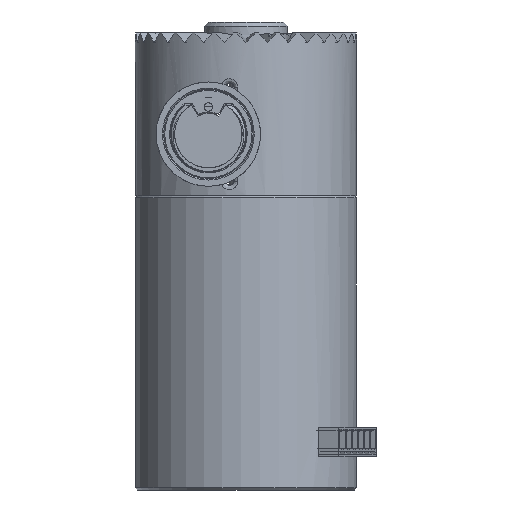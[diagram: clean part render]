
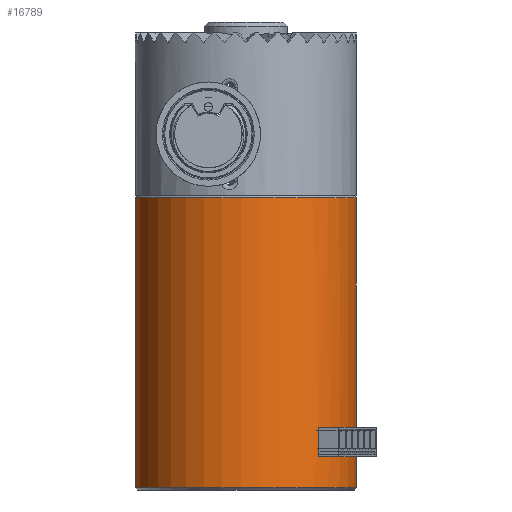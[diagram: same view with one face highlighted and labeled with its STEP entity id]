
A CAD part, front view. The second image highlights one B-rep face of the part: STEP entity #16789.
In plain terms, the highlighted cylindrical face has radius 26.5 mm (diameter 53 mm), a full revolution.
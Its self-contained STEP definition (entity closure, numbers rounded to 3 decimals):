
#277=FACE_BOUND('',#2301,.T.);
#1353=FACE_OUTER_BOUND('',#2300,.T.);
#2300=EDGE_LOOP('',(#13253,#13254,#13255,#13256,#13257,#13258));
#2301=EDGE_LOOP('',(#13259,#13260,#13261,#13262));
#2796=CIRCLE('',#17420,26.5);
#2845=CIRCLE('',#17747,26.5);
#2877=CIRCLE('',#17817,26.5);
#2878=CIRCLE('',#17818,26.5);
#2879=CIRCLE('',#17820,26.5);
#2880=CIRCLE('',#17821,26.5);
#3965=LINE('',#29417,#5254);
#3971=LINE('',#29431,#5260);
#4664=LINE('',#37229,#5953);
#5254=VECTOR('',#19075,10.);
#5260=VECTOR('',#19087,10.);
#5953=VECTOR('',#20576,26.5);
#6771=VERTEX_POINT('',#29415);
#6772=VERTEX_POINT('',#29416);
#6775=VERTEX_POINT('',#29424);
#6777=VERTEX_POINT('',#29430);
#7282=VERTEX_POINT('',#37222);
#7283=VERTEX_POINT('',#37224);
#7284=VERTEX_POINT('',#37228);
#7285=VERTEX_POINT('',#37230);
#8553=EDGE_CURVE('',#6771,#6772,#3965,.T.);
#8557=EDGE_CURVE('',#6775,#6771,#2796,.T.);
#8560=EDGE_CURVE('',#6777,#6775,#3971,.T.);
#9301=EDGE_CURVE('',#6772,#6777,#2845,.T.);
#9409=EDGE_CURVE('',#7282,#7283,#2877,.T.);
#9410=EDGE_CURVE('',#7283,#7282,#2878,.T.);
#9411=EDGE_CURVE('',#7283,#7284,#4664,.T.);
#9412=EDGE_CURVE('',#7285,#7284,#2879,.T.);
#9413=EDGE_CURVE('',#7284,#7285,#2880,.T.);
#13253=ORIENTED_EDGE('',*,*,#9409,.F.);
#13254=ORIENTED_EDGE('',*,*,#9410,.F.);
#13255=ORIENTED_EDGE('',*,*,#9411,.T.);
#13256=ORIENTED_EDGE('',*,*,#9412,.F.);
#13257=ORIENTED_EDGE('',*,*,#9413,.F.);
#13258=ORIENTED_EDGE('',*,*,#9411,.F.);
#13259=ORIENTED_EDGE('',*,*,#8553,.T.);
#13260=ORIENTED_EDGE('',*,*,#9301,.T.);
#13261=ORIENTED_EDGE('',*,*,#8560,.T.);
#13262=ORIENTED_EDGE('',*,*,#8557,.T.);
#15802=CYLINDRICAL_SURFACE('',#17819,26.5);
#16789=ADVANCED_FACE('',(#1353,#277),#15802,.T.);
#17420=AXIS2_PLACEMENT_3D('',#29425,#19081,#19082);
#17747=AXIS2_PLACEMENT_3D('',#30966,#20418,#20419);
#17817=AXIS2_PLACEMENT_3D('',#37225,#20570,#20571);
#17818=AXIS2_PLACEMENT_3D('',#37226,#20572,#20573);
#17819=AXIS2_PLACEMENT_3D('',#37227,#20574,#20575);
#17820=AXIS2_PLACEMENT_3D('',#37231,#20577,#20578);
#17821=AXIS2_PLACEMENT_3D('',#37232,#20579,#20580);
#19075=DIRECTION('',(0.,0.,1.));
#19081=DIRECTION('center_axis',(0.,0.,-1.));
#19082=DIRECTION('ref_axis',(-0.383,-0.924,0.));
#19087=DIRECTION('',(0.,0.,-1.));
#20418=DIRECTION('center_axis',(0.,0.,1.));
#20419=DIRECTION('ref_axis',(-0.383,-0.924,0.));
#20570=DIRECTION('center_axis',(0.,0.,-1.));
#20571=DIRECTION('ref_axis',(0.383,0.924,0.));
#20572=DIRECTION('center_axis',(0.,0.,-1.));
#20573=DIRECTION('ref_axis',(0.383,0.924,0.));
#20574=DIRECTION('center_axis',(0.,0.,-1.));
#20575=DIRECTION('ref_axis',(-0.383,-0.924,0.));
#20576=DIRECTION('',(0.,0.,1.));
#20577=DIRECTION('center_axis',(0.,0.,1.));
#20578=DIRECTION('ref_axis',(0.383,0.924,0.));
#20579=DIRECTION('center_axis',(0.,0.,1.));
#20580=DIRECTION('ref_axis',(0.383,0.924,0.));
#29415=CARTESIAN_POINT('',(17.381,-20.004,-62.5));
#29416=CARTESIAN_POINT('',(17.381,-20.004,-55.5));
#29417=CARTESIAN_POINT('',(17.381,-20.004,-35.25));
#29424=CARTESIAN_POINT('',(26.435,1.855,-62.5));
#29425=CARTESIAN_POINT('Origin',(0.,0.,-62.5));
#29430=CARTESIAN_POINT('',(26.435,1.855,-55.5));
#29431=CARTESIAN_POINT('',(26.435,1.855,-35.25));
#30966=CARTESIAN_POINT('Origin',(0.,0.,-55.5));
#37222=CARTESIAN_POINT('',(-10.141,-24.483,-70.));
#37224=CARTESIAN_POINT('',(10.141,24.483,-70.));
#37225=CARTESIAN_POINT('Origin',(0.,0.,-70.));
#37226=CARTESIAN_POINT('Origin',(0.,0.,-70.));
#37227=CARTESIAN_POINT('Origin',(0.,0.,-35.25));
#37228=CARTESIAN_POINT('',(10.141,24.483,-0.5));
#37229=CARTESIAN_POINT('',(10.141,24.483,-35.25));
#37230=CARTESIAN_POINT('',(-10.141,-24.483,-0.5));
#37231=CARTESIAN_POINT('Origin',(0.,0.,-0.5));
#37232=CARTESIAN_POINT('Origin',(0.,0.,-0.5));
